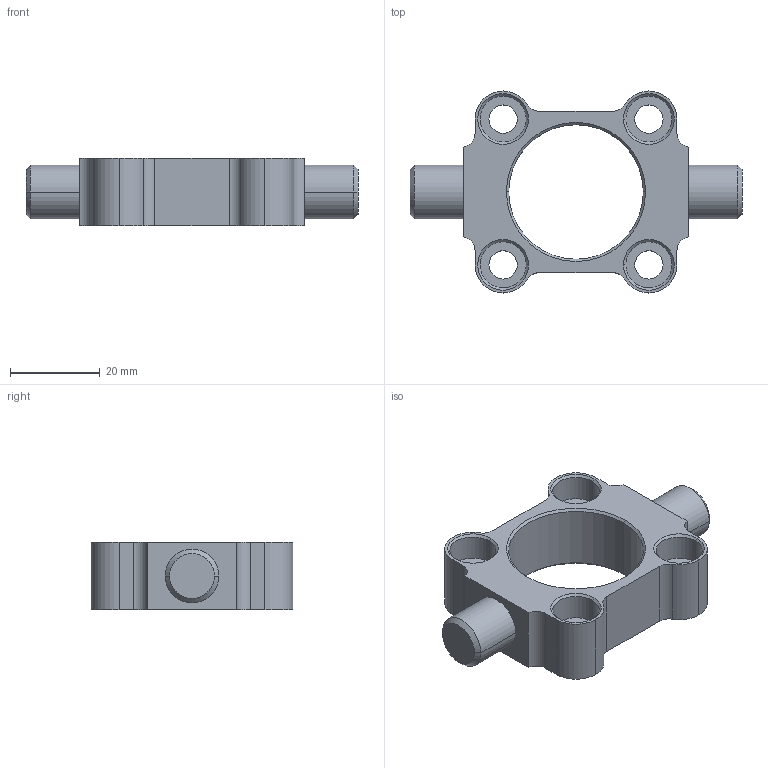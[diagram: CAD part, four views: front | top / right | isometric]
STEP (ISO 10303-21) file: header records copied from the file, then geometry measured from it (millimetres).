
FILE_DESCRIPTION (( 'STEP AP214' ), '1' );
FILE_NAME ('XCBF-032.STEP', '2005-09-06T07:32:23', ( 'luigip' ), ( '' ), 'SwSTEP 2.0', 'SolidWorks 2005143', '' );
FILE_SCHEMA (( 'AUTOMOTIVE_DESIGN' ));
Length unit declared in the file: millimetre
Products named in the file (1): XCBF-032
Bounding box: 74 x 45 x 15 mm (x, y, z)
Volume: 17172.4 mm3; surface area: 8508.3 mm2
Topology: 1 solids, 1 shells, 70 faces, 170 edges, 108 vertices
Faces by surface type: cylinder 38, plane 16, cone 16
Entity records: 2121 total; most frequent: DIRECTION 404, CARTESIAN_POINT 349, ORIENTED_EDGE 340, EDGE_CURVE 170, AXIS2_PLACEMENT_3D 163, VERTEX_POINT 108, CIRCLE 92, EDGE_LOOP 86
